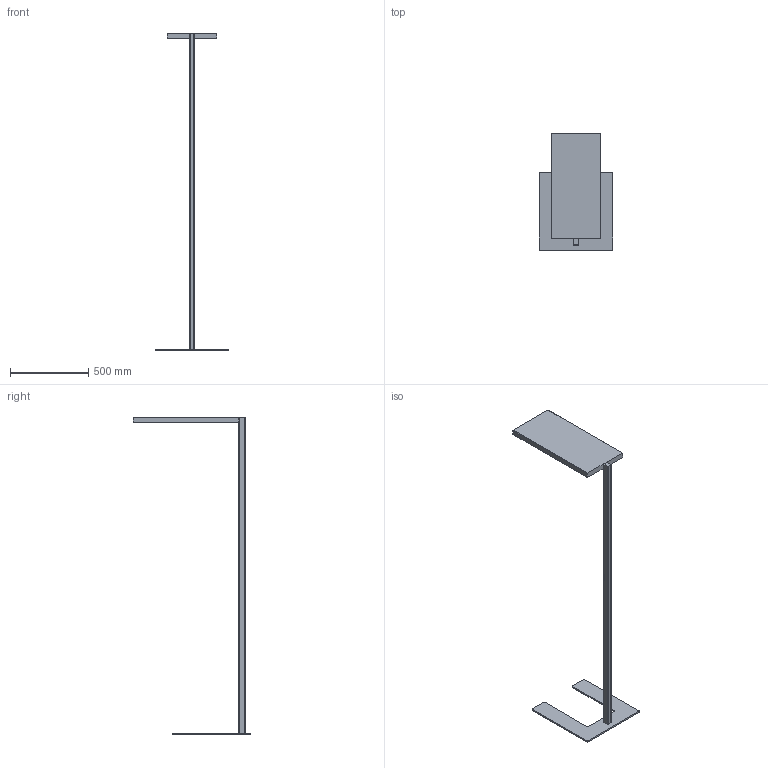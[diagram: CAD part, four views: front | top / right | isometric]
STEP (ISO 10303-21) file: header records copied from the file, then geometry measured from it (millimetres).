
FILE_DESCRIPTION(/* description */ (''),/* implementation_level */ '2;1');
FILE_NAME(/* name */ '10000084575n3p000_00.stp',/* time_stamp */ '2022-01-19T09:40:25+01:00',/* author */ (''),/* organization */ (''),/* preprocessor_version */ 'ST-DEVELOPER v15',/* originating_system */ 'SIEMENS PLM Software NX 9.0',/* authorisation */ '');
FILE_SCHEMA (('AUTOMOTIVE_DESIGN { 1 0 10303 214 3 1 1 1 }'));
Length unit declared in the file: millimetre
Products named in the file (1): 10000084575n3p000_00
Bounding box: 470 x 750.7 x 2035 mm (x, y, z)
Volume: 11456583.5 mm3; surface area: 1077375.3 mm2
Topology: 1 solids, 1 shells, 98 faces, 264 edges, 176 vertices
Faces by surface type: plane 72, cylinder 22, extrusion 4
Entity records: 3100 total; most frequent: CARTESIAN_POINT 539, ORIENTED_EDGE 528, DIRECTION 518, EDGE_CURVE 264, VECTOR 216, LINE 212, VERTEX_POINT 176, AXIS2_PLACEMENT_3D 151
